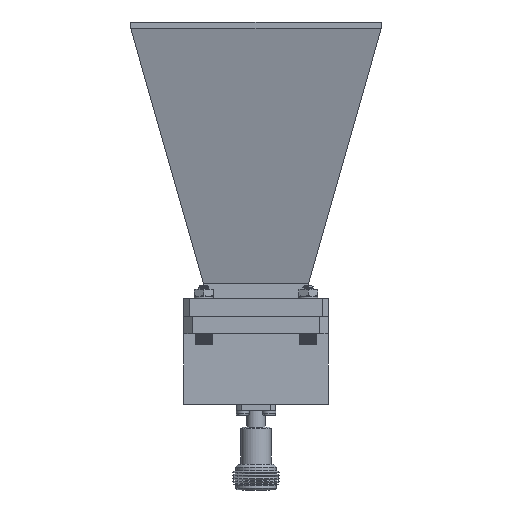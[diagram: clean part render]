
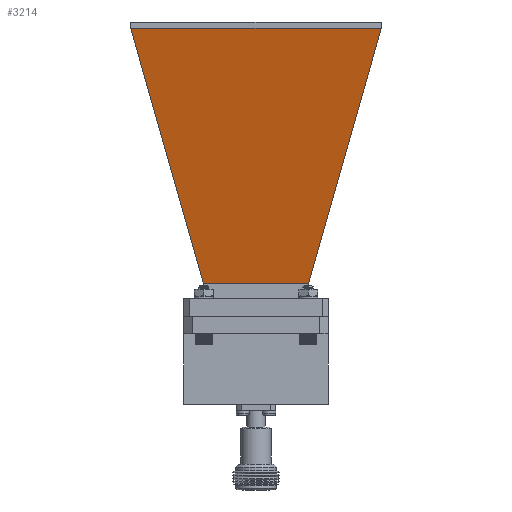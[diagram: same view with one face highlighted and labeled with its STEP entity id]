
A CAD part, front view. The second image highlights one B-rep face of the part: STEP entity #3214.
In plain terms, the highlighted face is planar.
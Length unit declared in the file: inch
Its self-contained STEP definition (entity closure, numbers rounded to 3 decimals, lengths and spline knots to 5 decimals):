
#629 = CARTESIAN_POINT ( 'NONE',  ( -1.19605, 1.6208, 5.25616 ) ) ;
#829 = LINE ( 'NONE', #891, #5333 ) ;
#834 = EDGE_CURVE ( 'NONE', #13273, #10079, #11069, .T. ) ;
#891 = CARTESIAN_POINT ( 'NONE',  ( -1.19605, -1.6208, 5.25616 ) ) ;
#1186 = PLANE ( 'NONE',  #4630 ) ;
#1781 = LINE ( 'NONE', #2918, #9424 ) ;
#2918 = CARTESIAN_POINT ( 'NONE',  ( -0.36661, 0., 1.9539 ) ) ;
#3214 = ADVANCED_FACE ( 'NONE', ( #6913 ), #1186, .T. ) ;
#3236 = VERTEX_POINT ( 'NONE', #4656 ) ;
#4421 = ORIENTED_EDGE ( 'NONE', *, *, #9528, .T. ) ;
#4630 = AXIS2_PLACEMENT_3D ( 'NONE', #5778, #9155, #14789 ) ;
#4656 = CARTESIAN_POINT ( 'NONE',  ( -0.36661, -0.67965, 1.9539 ) ) ;
#5029 = DIRECTION ( 'NONE',  ( -0.235, 0.266, 0.935 ) ) ;
#5333 = VECTOR ( 'NONE', #10149, 39.37008 ) ;
#5778 = CARTESIAN_POINT ( 'NONE',  ( -0.78578, 0., 3.62274 ) ) ;
#6251 = EDGE_LOOP ( 'NONE', ( #10366, #9307, #4421, #14771 ) ) ;
#6265 = EDGE_CURVE ( 'NONE', #9342, #3236, #829, .T. ) ;
#6739 = VECTOR ( 'NONE', #5029, 39.37008 ) ;
#6913 = FACE_OUTER_BOUND ( 'NONE', #6251, .T. ) ;
#9155 = DIRECTION ( 'NONE',  ( -0.97, 0., -0.244 ) ) ;
#9307 = ORIENTED_EDGE ( 'NONE', *, *, #6265, .F. ) ;
#9314 = LINE ( 'NONE', #14113, #11520 ) ;
#9342 = VERTEX_POINT ( 'NONE', #12367 ) ;
#9385 = DIRECTION ( 'NONE',  ( 0., 1., 0. ) ) ;
#9424 = VECTOR ( 'NONE', #11910, 39.37008 ) ;
#9475 = CARTESIAN_POINT ( 'NONE',  ( -0.36661, 0.67965, 1.9539 ) ) ;
#9528 = EDGE_CURVE ( 'NONE', #9342, #10079, #9314, .T. ) ;
#10079 = VERTEX_POINT ( 'NONE', #629 ) ;
#10149 = DIRECTION ( 'NONE',  ( 0.235, 0.266, -0.935 ) ) ;
#10366 = ORIENTED_EDGE ( 'NONE', *, *, #13458, .T. ) ;
#10771 = CARTESIAN_POINT ( 'NONE',  ( -0.36661, 0.67965, 1.9539 ) ) ;
#11069 = LINE ( 'NONE', #10771, #6739 ) ;
#11520 = VECTOR ( 'NONE', #9385, 39.37008 ) ;
#11910 = DIRECTION ( 'NONE',  ( 0., -1., 0. ) ) ;
#12367 = CARTESIAN_POINT ( 'NONE',  ( -1.19605, -1.6208, 5.25616 ) ) ;
#13273 = VERTEX_POINT ( 'NONE', #9475 ) ;
#13458 = EDGE_CURVE ( 'NONE', #13273, #3236, #1781, .T. ) ;
#14113 = CARTESIAN_POINT ( 'NONE',  ( -1.19605, 0., 5.25616 ) ) ;
#14771 = ORIENTED_EDGE ( 'NONE', *, *, #834, .F. ) ;
#14789 = DIRECTION ( 'NONE',  ( -0.244, 0., 0.97 ) ) ;
